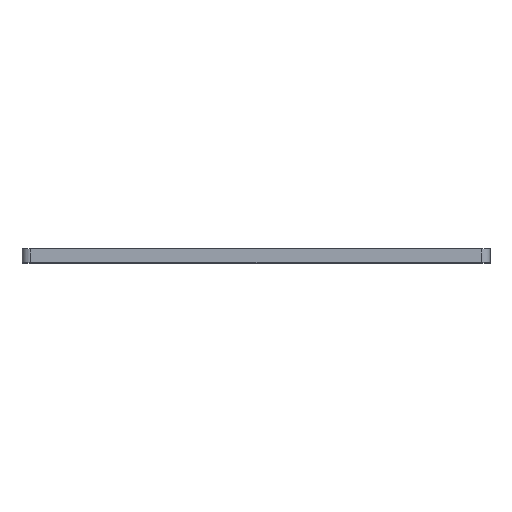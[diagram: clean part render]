
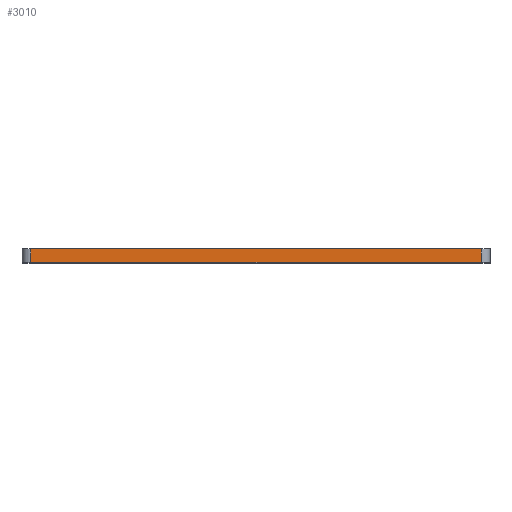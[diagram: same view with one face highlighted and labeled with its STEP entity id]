
A CAD part, top view. The second image highlights one B-rep face of the part: STEP entity #3010.
In plain terms, the highlighted planar face has unit normal (0, 0, 1).
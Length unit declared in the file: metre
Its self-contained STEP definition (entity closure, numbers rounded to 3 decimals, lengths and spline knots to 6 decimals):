
#688=ORIENTED_EDGE('',*,*,#1472,.F.);
#689=ORIENTED_EDGE('',*,*,#1473,.T.);
#690=ORIENTED_EDGE('',*,*,#1474,.T.);
#691=ORIENTED_EDGE('',*,*,#1475,.T.);
#1472=EDGE_CURVE('',#1816,#1817,#2086,.T.);
#1473=EDGE_CURVE('',#1816,#1818,#2087,.F.);
#1474=EDGE_CURVE('',#1818,#1819,#2088,.T.);
#1475=EDGE_CURVE('',#1819,#1817,#2089,.T.);
#1816=VERTEX_POINT('',#4980);
#1817=VERTEX_POINT('',#4981);
#1818=VERTEX_POINT('',#4983);
#1819=VERTEX_POINT('',#4985);
#2086=LINE('',#4979,#2374);
#2087=LINE('',#4982,#2375);
#2088=LINE('',#4984,#2376);
#2089=LINE('',#4986,#2377);
#2374=VECTOR('',#4065,1.);
#2375=VECTOR('',#4066,1.);
#2376=VECTOR('',#4067,1.);
#2377=VECTOR('',#4068,1.);
#2544=EDGE_LOOP('',(#688,#689,#690,#691));
#2740=FACE_BOUND('',#2544,.T.);
#2875=PLANE('',#3295);
#3010=ADVANCED_FACE('',(#2740),#2875,.T.);
#3295=AXIS2_PLACEMENT_3D('',#4978,#4063,#4064);
#4063=DIRECTION('',(0.,0.,1.));
#4064=DIRECTION('',(1.,0.,0.));
#4065=DIRECTION('',(-1.,0.,0.));
#4066=DIRECTION('',(0.,-1.,0.));
#4067=DIRECTION('',(-1.,0.,0.));
#4068=DIRECTION('',(0.,-1.,0.));
#4978=CARTESIAN_POINT('',(0.,0.003,0.043725));
#4979=CARTESIAN_POINT('',(0.,0.,0.043725));
#4980=CARTESIAN_POINT('',(0.0503,0.,0.043725));
#4981=CARTESIAN_POINT('',(-0.0503,0.,0.043725));
#4982=CARTESIAN_POINT('',(0.0503,0.003,0.043725));
#4983=CARTESIAN_POINT('',(0.0503,0.003,0.043725));
#4984=CARTESIAN_POINT('',(0.,0.003,0.043725));
#4985=CARTESIAN_POINT('',(-0.0503,0.003,0.043725));
#4986=CARTESIAN_POINT('',(-0.0503,0.,0.043725));
